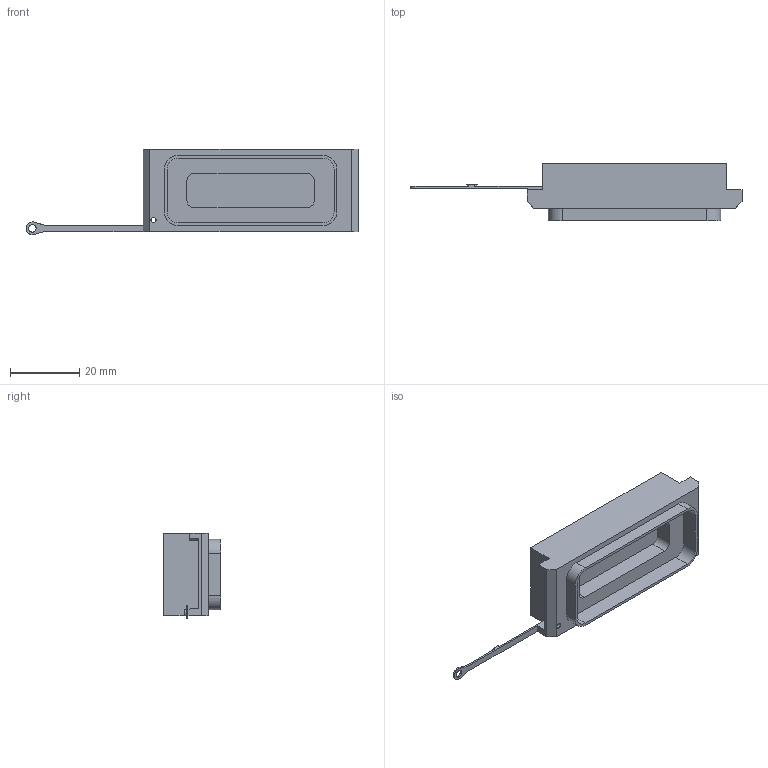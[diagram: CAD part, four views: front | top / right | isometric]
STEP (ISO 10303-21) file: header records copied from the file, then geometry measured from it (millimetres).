
FILE_DESCRIPTION(('Creo Elements/Direct Modeling STEP Export'),'2;1');
FILE_NAME('model.stp','2019-04-17T11:39:11',(''),(''),'Creo Elements/Direct Modeling STEP processor for AP214 (Solid Model)','Creo Elements/Direct Modeling 20.1A 29-Sep-2018 (C) Parametric Technology GmbH','');
FILE_SCHEMA(('AUTOMOTIVE_DESIGN { 1 0 10303 214 1 1 1 1 }'));
Length unit declared in the file: millimetre
Products named in the file (2): VS-15-SD
Assembly tree (1 placements, depth 2):
  VS-15-SD
    VS-15-SD
Bounding box: 95.85 x 16.5 x 24.67 mm (x, y, z)
Volume: 6212.7 mm3; surface area: 8533.7 mm2
Topology: 1 solids, 1 shells, 96 faces, 256 edges, 168 vertices
Faces by surface type: plane 65, cylinder 27, cone 4
Entity records: 3765 total; most frequent: CARTESIAN_POINT 515, ORIENTED_EDGE 512, DIRECTION 501, EDGE_CURVE 256, VECTOR 193, LINE 193, VERTEX_POINT 168, AXIS2_PLACEMENT_3D 154
